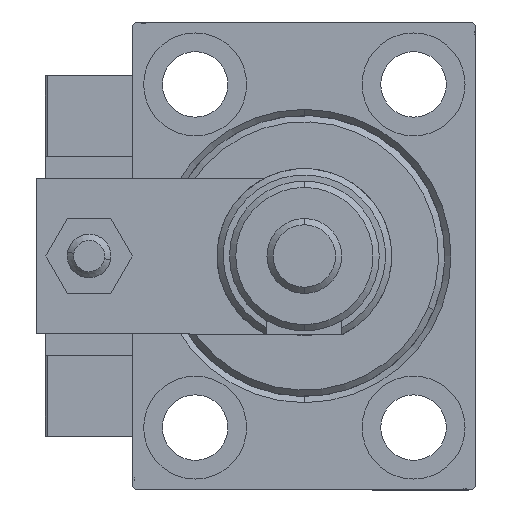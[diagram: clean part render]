
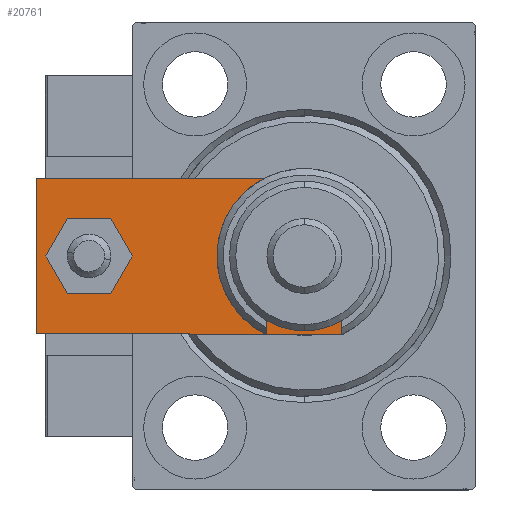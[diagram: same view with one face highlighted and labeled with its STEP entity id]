
A CAD part, left-side view. The second image highlights one B-rep face of the part: STEP entity #20761.
In plain terms, the highlighted face is planar.
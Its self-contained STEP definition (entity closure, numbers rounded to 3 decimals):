
#183 = VECTOR ( 'NONE', #12319, 1000. ) ;
#1109 = ORIENTED_EDGE ( 'NONE', *, *, #11024, .F. ) ;
#2055 = CARTESIAN_POINT ( 'NONE',  ( 4., 46.5, 6. ) ) ;
#3030 = AXIS2_PLACEMENT_3D ( 'NONE', #36654, #21824, #21568 ) ;
#3227 = DIRECTION ( 'NONE',  ( 1., 0., 0. ) ) ;
#3448 = VERTEX_POINT ( 'NONE', #44743 ) ;
#3543 = PLANE ( 'NONE',  #35804 ) ;
#3652 = CARTESIAN_POINT ( 'NONE',  ( 12.5, 55., 6. ) ) ;
#4897 = EDGE_CURVE ( 'NONE', #44999, #3448, #6479, .T. ) ;
#6479 = LINE ( 'NONE', #27074, #25036 ) ;
#6816 = VERTEX_POINT ( 'NONE', #43766 ) ;
#6899 = CARTESIAN_POINT ( 'NONE',  ( 0., 12., 6. ) ) ;
#9024 = CIRCLE ( 'NONE', #39836, 8.25 ) ;
#9925 = EDGE_CURVE ( 'NONE', #30436, #6816, #49205, .T. ) ;
#10211 = EDGE_LOOP ( 'NONE', ( #13385, #33367 ) ) ;
#11019 = ORIENTED_EDGE ( 'NONE', *, *, #28945, .T. ) ;
#11024 = EDGE_CURVE ( 'NONE', #6816, #30436, #9024, .T. ) ;
#11072 = DIRECTION ( 'NONE',  ( 0., 0., 1. ) ) ;
#11138 = LINE ( 'NONE', #52912, #29169 ) ;
#11276 = ORIENTED_EDGE ( 'NONE', *, *, #46970, .T. ) ;
#11348 = CARTESIAN_POINT ( 'NONE',  ( 0., 46.5, 6. ) ) ;
#11583 = DIRECTION ( 'NONE',  ( 1., 0., 0. ) ) ;
#11884 = DIRECTION ( 'NONE',  ( 1., 0., 0. ) ) ;
#12319 = DIRECTION ( 'NONE',  ( 0., -1., 0. ) ) ;
#12887 = DIRECTION ( 'NONE',  ( 1., 0., 0. ) ) ;
#13287 = CARTESIAN_POINT ( 'NONE',  ( 12.5, 0., 6. ) ) ;
#13341 = CIRCLE ( 'NONE', #36427, 4. ) ;
#13385 = ORIENTED_EDGE ( 'NONE', *, *, #14937, .F. ) ;
#14411 = DIRECTION ( 'NONE',  ( 1., 0., 0. ) ) ;
#14937 = EDGE_CURVE ( 'NONE', #51322, #22643, #13341, .T. ) ;
#15055 = FACE_BOUND ( 'NONE', #40389, .T. ) ;
#15440 = DIRECTION ( 'NONE',  ( -1., 0., 0. ) ) ;
#15600 = FACE_BOUND ( 'NONE', #10211, .T. ) ;
#15756 = ORIENTED_EDGE ( 'NONE', *, *, #4897, .T. ) ;
#16221 = DIRECTION ( 'NONE',  ( 0.707, 0.707, 0. ) ) ;
#16344 = CARTESIAN_POINT ( 'NONE',  ( -12.5, 55., 6. ) ) ;
#17542 = EDGE_CURVE ( 'NONE', #22643, #51322, #26240, .T. ) ;
#20761 = ADVANCED_FACE ( 'NONE', ( #15600, #40220, #15055 ), #3543, .T. ) ;
#21340 = VERTEX_POINT ( 'NONE', #32571 ) ;
#21568 = DIRECTION ( 'NONE',  ( 1., 0., 0. ) ) ;
#21824 = DIRECTION ( 'NONE',  ( 0., 0., 1. ) ) ;
#22527 = VERTEX_POINT ( 'NONE', #32518 ) ;
#22643 = VERTEX_POINT ( 'NONE', #2055 ) ;
#23570 = CARTESIAN_POINT ( 'NONE',  ( 0., 46.5, 6. ) ) ;
#25036 = VECTOR ( 'NONE', #12887, 1000. ) ;
#25102 = VERTEX_POINT ( 'NONE', #25958 ) ;
#25732 = VECTOR ( 'NONE', #46207, 1000. ) ;
#25958 = CARTESIAN_POINT ( 'NONE',  ( 12.5, 5.66, 6. ) ) ;
#26240 = CIRCLE ( 'NONE', #49313, 4. ) ;
#26698 = DIRECTION ( 'NONE',  ( 0., 0., 1. ) ) ;
#27074 = CARTESIAN_POINT ( 'NONE',  ( -12.5, 0., 6. ) ) ;
#27752 = EDGE_CURVE ( 'NONE', #25102, #22527, #29331, .T. ) ;
#27780 = ORIENTED_EDGE ( 'NONE', *, *, #49858, .T. ) ;
#28945 = EDGE_CURVE ( 'NONE', #44654, #21340, #33172, .T. ) ;
#29169 = VECTOR ( 'NONE', #16221, 1000. ) ;
#29289 = ORIENTED_EDGE ( 'NONE', *, *, #9925, .F. ) ;
#29331 = LINE ( 'NONE', #13287, #25732 ) ;
#29819 = CARTESIAN_POINT ( 'NONE',  ( -12.5, 55., 6. ) ) ;
#30167 = CARTESIAN_POINT ( 'NONE',  ( -3.42, -3.42, 6. ) ) ;
#30436 = VERTEX_POINT ( 'NONE', #43449 ) ;
#31359 = CARTESIAN_POINT ( 'NONE',  ( 0., 0., 6. ) ) ;
#32518 = CARTESIAN_POINT ( 'NONE',  ( 12.5, 55., 6. ) ) ;
#32571 = CARTESIAN_POINT ( 'NONE',  ( -12.5, 5.66, 6. ) ) ;
#33172 = LINE ( 'NONE', #16344, #183 ) ;
#33367 = ORIENTED_EDGE ( 'NONE', *, *, #17542, .F. ) ;
#33923 = DIRECTION ( 'NONE',  ( 0.707, -0.707, 0. ) ) ;
#35804 = AXIS2_PLACEMENT_3D ( 'NONE', #31359, #43688, #11583 ) ;
#36034 = LINE ( 'NONE', #3652, #48293 ) ;
#36427 = AXIS2_PLACEMENT_3D ( 'NONE', #23570, #39902, #3227 ) ;
#36654 = CARTESIAN_POINT ( 'NONE',  ( 0., 12., 6. ) ) ;
#38182 = EDGE_CURVE ( 'NONE', #3448, #25102, #11138, .T. ) ;
#38872 = CARTESIAN_POINT ( 'NONE',  ( -4., 46.5, 6. ) ) ;
#39836 = AXIS2_PLACEMENT_3D ( 'NONE', #6899, #26698, #14411 ) ;
#39902 = DIRECTION ( 'NONE',  ( 0., 0., 1. ) ) ;
#40220 = FACE_OUTER_BOUND ( 'NONE', #47622, .T. ) ;
#40389 = EDGE_LOOP ( 'NONE', ( #29289, #1109 ) ) ;
#41328 = VECTOR ( 'NONE', #33923, 1000. ) ;
#43449 = CARTESIAN_POINT ( 'NONE',  ( -8.25, 12., 6. ) ) ;
#43616 = ORIENTED_EDGE ( 'NONE', *, *, #38182, .T. ) ;
#43688 = DIRECTION ( 'NONE',  ( 0., 0., 1. ) ) ;
#43766 = CARTESIAN_POINT ( 'NONE',  ( 8.25, 12., 6. ) ) ;
#44654 = VERTEX_POINT ( 'NONE', #29819 ) ;
#44743 = CARTESIAN_POINT ( 'NONE',  ( 6.84, 0., 6. ) ) ;
#44999 = VERTEX_POINT ( 'NONE', #46641 ) ;
#46207 = DIRECTION ( 'NONE',  ( 0., 1., 0. ) ) ;
#46641 = CARTESIAN_POINT ( 'NONE',  ( -6.84, 0., 6. ) ) ;
#46970 = EDGE_CURVE ( 'NONE', #21340, #44999, #50800, .T. ) ;
#47622 = EDGE_LOOP ( 'NONE', ( #11019, #11276, #15756, #43616, #50395, #27780 ) ) ;
#48293 = VECTOR ( 'NONE', #15440, 1000. ) ;
#49205 = CIRCLE ( 'NONE', #3030, 8.25 ) ;
#49313 = AXIS2_PLACEMENT_3D ( 'NONE', #11348, #11072, #11884 ) ;
#49858 = EDGE_CURVE ( 'NONE', #22527, #44654, #36034, .T. ) ;
#50395 = ORIENTED_EDGE ( 'NONE', *, *, #27752, .T. ) ;
#50800 = LINE ( 'NONE', #30167, #41328 ) ;
#51322 = VERTEX_POINT ( 'NONE', #38872 ) ;
#52912 = CARTESIAN_POINT ( 'NONE',  ( 3.42, -3.42, 6. ) ) ;
